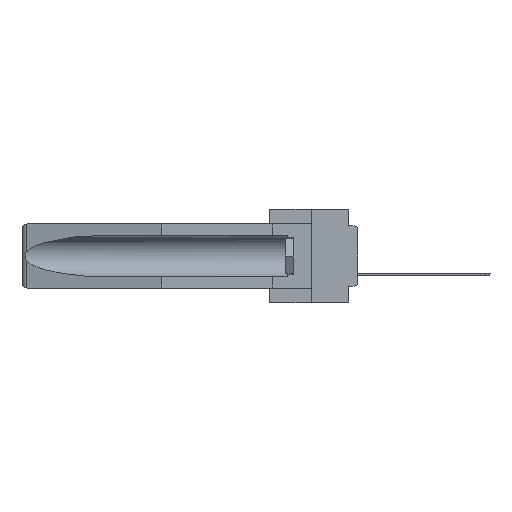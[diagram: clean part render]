
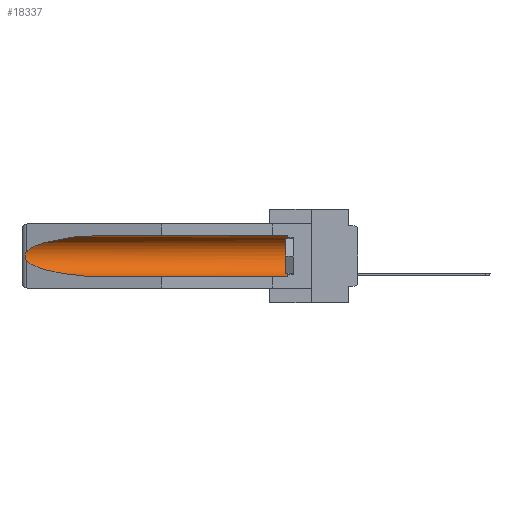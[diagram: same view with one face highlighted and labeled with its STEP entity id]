
A CAD part, left-side view. The second image highlights one B-rep face of the part: STEP entity #18337.
In plain terms, the highlighted cylindrical face has radius 2.857 mm (diameter 5.715 mm), a partial arc.
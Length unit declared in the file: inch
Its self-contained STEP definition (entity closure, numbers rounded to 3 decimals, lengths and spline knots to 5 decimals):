
#1702 = EDGE_CURVE ( 'NONE', #27539, #8768, #25698, .T. ) ;
#2803 = ORIENTED_EDGE ( 'NONE', *, *, #30310, .T. ) ;
#3675 = ORIENTED_EDGE ( 'NONE', *, *, #11833, .T. ) ;
#4123 = CARTESIAN_POINT ( 'NONE',  ( 0.155, 0.126, -0.059 ) ) ;
#4162 = FACE_OUTER_BOUND ( 'NONE', #34530, .T. ) ;
#5561 = CARTESIAN_POINT ( 'NONE',  ( 0.2673, 1.53269, -0.17917 ) ) ;
#5849 = CARTESIAN_POINT ( 'NONE',  ( 0.155, 0.126, -0.1715 ) ) ;
#6821 = DIRECTION ( 'NONE',  ( 0., 0., 1. ) ) ;
#7762 = DIRECTION ( 'NONE',  ( 0., 1., 0. ) ) ;
#8172 = CARTESIAN_POINT ( 'NONE',  ( 0.155, 1.07973, -0.284 ) ) ;
#8425 = CARTESIAN_POINT ( 'NONE',  ( 0.26537, 1.52718, -0.19328 ) ) ;
#8768 = VERTEX_POINT ( 'NONE', #30635 ) ;
#10392 = DIRECTION ( 'NONE',  ( 0., 1., 0. ) ) ;
#11833 = EDGE_CURVE ( 'NONE', #27966, #20029, #25835, .T. ) ;
#12157 = VERTEX_POINT ( 'NONE', #22783 ) ;
#16200 = CARTESIAN_POINT ( 'NONE',  ( 0.26537, 1.52718, -0.14972 ) ) ;
#16448 = CARTESIAN_POINT ( 'NONE',  ( 0.26597, 1.5296, -0.19026 ) ) ;
#17022 = CARTESIAN_POINT ( 'NONE',  ( 0.2675, 1.53308, -0.17534 ) ) ;
#18083 = CYLINDRICAL_SURFACE ( 'NONE', #26758, 0.1125 ) ;
#18337 = ADVANCED_FACE ( 'NONE', ( #4162 ), #18083, .F. ) ;
#18536 = ORIENTED_EDGE ( 'NONE', *, *, #37001, .T. ) ;
#19676 = CARTESIAN_POINT ( 'NONE',  ( 0.26655, 1.53094, -0.18657 ) ) ;
#19911 = VECTOR ( 'NONE', #10392, 39.37008 ) ;
#20029 = VERTEX_POINT ( 'NONE', #4123 ) ;
#20213 = CARTESIAN_POINT ( 'NONE',  ( 0.155, 0.126, -0.284 ) ) ;
#20624 = ORIENTED_EDGE ( 'NONE', *, *, #34226, .F. ) ;
#20959 = VECTOR ( 'NONE', #7762, 39.37008 ) ;
#22239 = CARTESIAN_POINT ( 'NONE',  ( 0.155, -0.30754, -0.059 ) ) ;
#22300 = CARTESIAN_POINT ( 'NONE',  ( 0.21114, 1.30732, -0.059 ) ) ;
#22783 = CARTESIAN_POINT ( 'NONE',  ( 0.26537, 1.52718, -0.19328 ) ) ;
#22901 = CARTESIAN_POINT ( 'NONE',  ( 0.26597, 1.52961, -0.15275 ) ) ;
#24258 = VERTEX_POINT ( 'NONE', #30484 ) ;
#24839 = B_SPLINE_CURVE_WITH_KNOTS ( 'NONE', 3,
 ( #37051, #22901, #25947, #28642, #37615, #17022, #5561, #19676, #16448, #8425 ),
 .UNSPECIFIED., .F., .F.,
 ( 4, 2, 2, 2, 4 ),
 ( 0., 0.00029, 0.00058, 0.00087, 0.00117 ),
 .UNSPECIFIED. ) ;
#24849 = LINE ( 'NONE', #36521, #19911 ) ;
#25149 = CARTESIAN_POINT ( 'NONE',  ( 0.155, 1.07973, -0.059 ) ) ;
#25698 =( BOUNDED_CURVE ( )  B_SPLINE_CURVE ( 3, ( #25149, #22300, #30504, #16200 ),
 .UNSPECIFIED., .F., .T. ) 
 B_SPLINE_CURVE_WITH_KNOTS ( ( 4, 4 ),
 ( 4.71239, 6.08839 ),
 .UNSPECIFIED. ) 
 CURVE ( )  GEOMETRIC_REPRESENTATION_ITEM ( )  RATIONAL_B_SPLINE_CURVE ( ( 1., 0.848, 0.848, 1. ) ) 
 REPRESENTATION_ITEM ( '' )  );
#25699 = CARTESIAN_POINT ( 'NONE',  ( 0.21114, 1.30732, -0.284 ) ) ;
#25835 = CIRCLE ( 'NONE', #31937, 0.1125 ) ;
#25947 = CARTESIAN_POINT ( 'NONE',  ( 0.26654, 1.53092, -0.15636 ) ) ;
#26758 = AXIS2_PLACEMENT_3D ( 'NONE', #29707, #29893, #6821 ) ;
#27539 = VERTEX_POINT ( 'NONE', #28144 ) ;
#27966 = VERTEX_POINT ( 'NONE', #20213 ) ;
#28144 = CARTESIAN_POINT ( 'NONE',  ( 0.155, 1.07973, -0.059 ) ) ;
#28376 = DIRECTION ( 'NONE',  ( 0., -1., 0. ) ) ;
#28460 = EDGE_CURVE ( 'NONE', #12157, #24258, #29576, .T. ) ;
#28642 = CARTESIAN_POINT ( 'NONE',  ( 0.2673, 1.5327, -0.16383 ) ) ;
#29576 =( BOUNDED_CURVE ( )  B_SPLINE_CURVE ( 3, ( #34287, #32182, #25699, #8172 ),
 .UNSPECIFIED., .F., .F. ) 
 B_SPLINE_CURVE_WITH_KNOTS ( ( 4, 4 ),
 ( 0.1948, 1.5708 ),
 .UNSPECIFIED. ) 
 CURVE ( )  GEOMETRIC_REPRESENTATION_ITEM ( )  RATIONAL_B_SPLINE_CURVE ( ( 1., 0.848, 0.848, 1. ) ) 
 REPRESENTATION_ITEM ( '' )  );
#29707 = CARTESIAN_POINT ( 'NONE',  ( 0.155, -0.30754, -0.1715 ) ) ;
#29893 = DIRECTION ( 'NONE',  ( 0., 1., 0. ) ) ;
#30104 = ORIENTED_EDGE ( 'NONE', *, *, #28460, .T. ) ;
#30310 = EDGE_CURVE ( 'NONE', #20029, #27539, #36755, .T. ) ;
#30484 = CARTESIAN_POINT ( 'NONE',  ( 0.155, 1.07973, -0.284 ) ) ;
#30504 = CARTESIAN_POINT ( 'NONE',  ( 0.25451, 1.48313, -0.09465 ) ) ;
#30635 = CARTESIAN_POINT ( 'NONE',  ( 0.26537, 1.52718, -0.14972 ) ) ;
#31937 = AXIS2_PLACEMENT_3D ( 'NONE', #5849, #28376, #37539 ) ;
#32182 = CARTESIAN_POINT ( 'NONE',  ( 0.25451, 1.48313, -0.24835 ) ) ;
#34226 = EDGE_CURVE ( 'NONE', #27966, #24258, #24849, .T. ) ;
#34287 = CARTESIAN_POINT ( 'NONE',  ( 0.26537, 1.52718, -0.19328 ) ) ;
#34530 = EDGE_LOOP ( 'NONE', ( #37568, #18536, #30104, #20624, #3675, #2803 ) ) ;
#36521 = CARTESIAN_POINT ( 'NONE',  ( 0.155, -0.30754, -0.284 ) ) ;
#36755 = LINE ( 'NONE', #22239, #20959 ) ;
#37001 = EDGE_CURVE ( 'NONE', #8768, #12157, #24839, .T. ) ;
#37051 = CARTESIAN_POINT ( 'NONE',  ( 0.26537, 1.52718, -0.14972 ) ) ;
#37539 = DIRECTION ( 'NONE',  ( 0., 0., 1. ) ) ;
#37568 = ORIENTED_EDGE ( 'NONE', *, *, #1702, .T. ) ;
#37615 = CARTESIAN_POINT ( 'NONE',  ( 0.2675, 1.53308, -0.16763 ) ) ;
